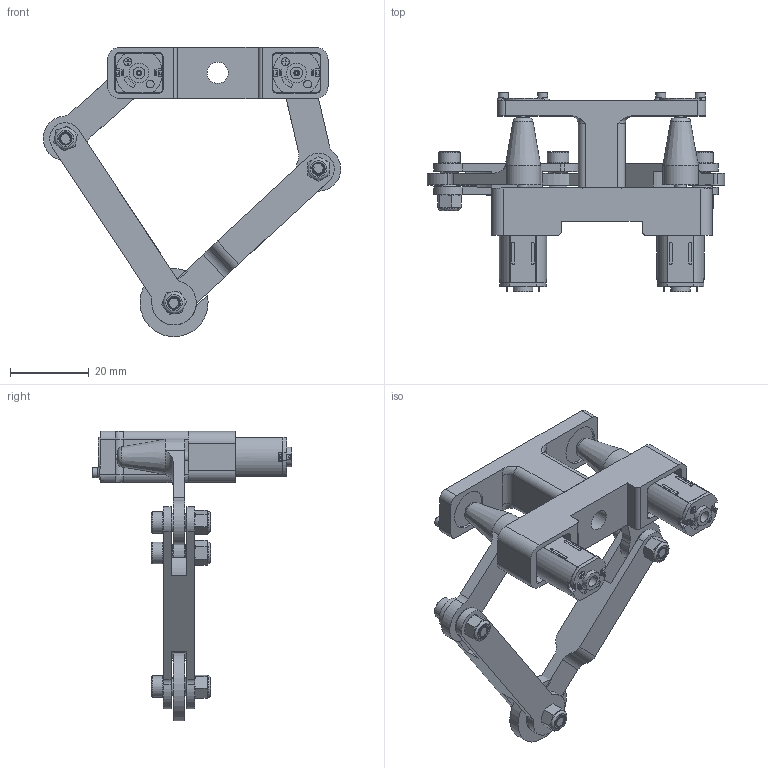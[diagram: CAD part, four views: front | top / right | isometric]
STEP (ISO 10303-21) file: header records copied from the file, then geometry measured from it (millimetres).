
FILE_DESCRIPTION(/* description */ (''),/* implementation_level */ '2;1');
FILE_NAME(/* name */ 'Leg Assembly (small bearing).stp',/* time_stamp */ '2021-11-28T00:27:44-03:00',/* author */ ('JK'),/* organization */ (''),/* preprocessor_version */ 'ST-DEVELOPER v18.1',/* originating_system */ 'Autodesk Inventor 2022',/* authorisation */ '');
FILE_SCHEMA (('AUTOMOTIVE_DESIGN { 1 0 10303 214 3 1 1 }'));
Products named in the file (17): Leg Assembly; Brushed DC Motor v8; GearBox; Pieza9; LegLinksAssembly; LinkA; LinkA SB B; LinkB; Rubberfoot; m3_locknut_93625A100; 683zz; M3x15Bolt; LinkB_1; ServoPot; Chasis; Base; PotHolder
Assembly tree (24 placements, depth 3):
  Leg Assembly
    Brushed DC Motor v8  x2
      GearBox
      Pieza9
    LegLinksAssembly
      LinkA
      LinkA SB B
      LinkB
      Rubberfoot
      m3_locknut_93625A100  x3
      683zz  x3
      M3x15Bolt  x3
      LinkB_1
    ServoPot  x2
    Chasis
      Base
      PotHolder
Bounding box: 75.54 x 50.6 x 73.47 mm (x, y, z)
Volume: 18860.5 mm3; surface area: 23203.2 mm2
Topology: 51 solids, 59 shells, 4252 faces, 11673 edges, 7657 vertices
Faces by surface type: plane 3552, cylinder 410, bspline 142, cone 85, torus 63
Full cylindrical faces by diameter (mm): 0.6 x4, 0.75 x4, 1 x14, 1.2 x4, 1.3 x2, 1.7 x2, 2 x2, 2.35 x66, 2.5 x4, 2.538 x3, 3 x87, 3.2 x10, 3.352 x3, 4 x8, 4.062 x6, 4.3 x2, 5 x2, 5.4 x2, 5.5 x3, 5.875 x6, 6 x6, 7 x4, 7.2 x2, 9.2 x1, 10 x2, 10.2 x2
Entity records: 70626 total; most frequent: CARTESIAN_POINT 17581, ORIENTED_EDGE 11312, DIRECTION 10103, EDGE_CURVE 5668, LINE 4843, VECTOR 4843, VERTEX_POINT 3734, AXIS2_PLACEMENT_3D 2630
